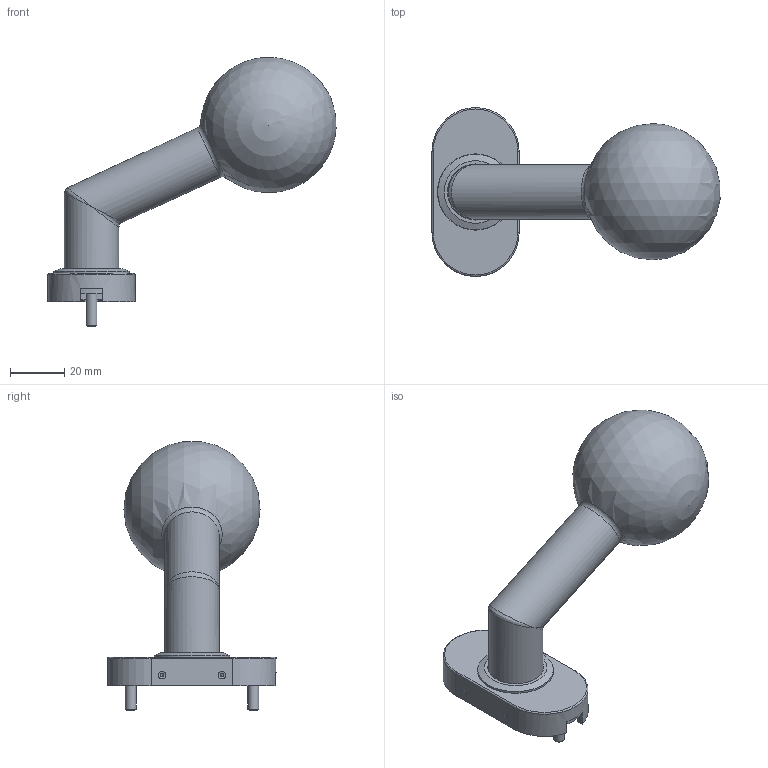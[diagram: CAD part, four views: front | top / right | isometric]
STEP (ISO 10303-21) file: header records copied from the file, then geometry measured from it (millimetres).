
FILE_DESCRIPTION (( 'STEP AP203' ), '1' );
FILE_NAME ('212-VA-F.STEP', '2019-11-06T08:36:47', ( '' ), ( '' ), 'SwSTEP 2.0', 'SolidWorks 2015', '' );
FILE_SCHEMA (( 'CONFIG_CONTROL_DESIGN' ));
Length unit declared in the file: millimetre
Products named in the file (19): 212-VA-F Teil4; 212-VA-F Teil4_212-VA-F Teil4; 212-VA-F Teil1; DIN 965_DIN 965 M4x18; 212-VA-F Teil6_212-VA-F Teil6; DIN 931; 212-VA-F; 212-VA-F Teil5; 212-VA-F Teil5_212-VA-F Teil5; 212-VA-F Teil2; 212-VA-F Teil6; 212-VA-F Teil3_212-VA-F Teil3; DIN 931_DIN 931 M10x20; 212-VA-F Teil3; 212-VA-F Teil1_212-VA-F Teil1; DIN 965; 212-VA-F Teil2_212-VA-F Teil2
Assembly tree (10 placements, depth 2):
  212-VA-F Teil4
  212-VA-F Teil1
  212-VA-F
    DIN 931
  212-VA-F Teil5
  212-VA-F
    212-VA-F Teil6_212-VA-F Teil6
    DIN 931_DIN 931 M10x20
    DIN 965_DIN 965 M4x18  x2
    212-VA-F Teil2_212-VA-F Teil2
    212-VA-F Teil3_212-VA-F Teil3
    212-VA-F Teil4_212-VA-F Teil4
    212-VA-F Teil5_212-VA-F Teil5
    212-VA-F Teil1_212-VA-F Teil1
Bounding box: 105.79 x 62 x 98.79 mm (x, y, z)
Volume: 36231.2 mm3; surface area: 39362.4 mm2
Topology: 10 solids, 10 shells, 372 faces, 955 edges, 624 vertices
Faces by surface type: plane 220, bspline 62, cylinder 43, cone 29, torus 16, sphere 2
Full cylindrical faces by diameter (mm): 3.6 x2, 4 x2, 6.2 x2, 7.2 x2, 7.7 x1, 7.713 x2, 10 x1, 15.7 x3, 16.3 x3, 20 x2, 20.6 x1, 22 x1, 24 x1, 27.8 x1, 28 x1
Entity records: 15435 total; most frequent: CARTESIAN_POINT 5813, ORIENTED_EDGE 1662, DIRECTION 1418, EDGE_CURVE 831, VERTEX_POINT 569, LINE 548, VECTOR 548, EDGE_LOOP 438
